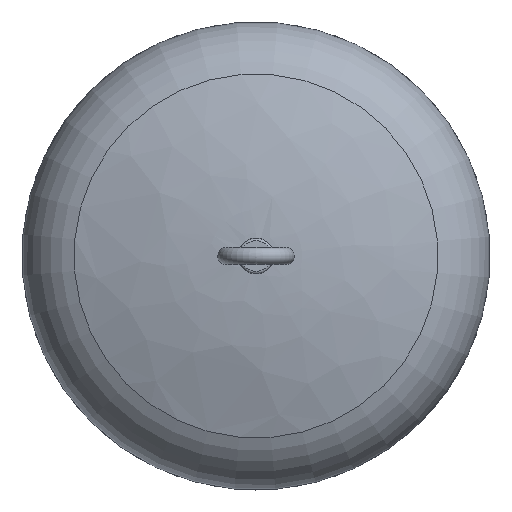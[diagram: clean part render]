
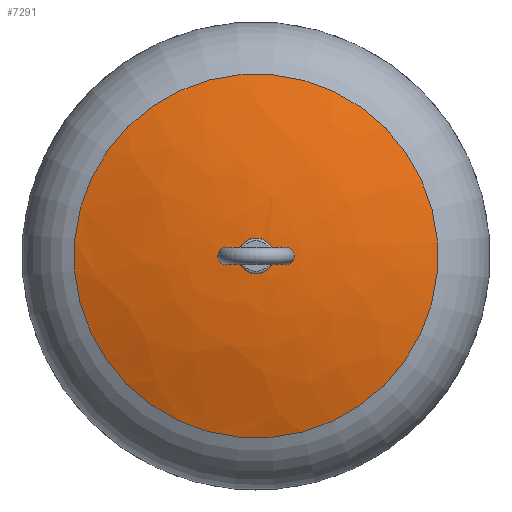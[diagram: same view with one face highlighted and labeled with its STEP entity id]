
A CAD part, left-side view. The second image highlights one B-rep face of the part: STEP entity #7291.
In plain terms, the highlighted free-form (B-spline) face has degree [2, 2] with [3, 9] control points.
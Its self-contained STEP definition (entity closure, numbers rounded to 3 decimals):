
#30=(
BOUNDED_SURFACE()
B_SPLINE_SURFACE(2,2,((#13951,#13952,#13953,#13954,#13955,#13956,#13957,
#13958,#13959),(#13960,#13961,#13962,#13963,#13964,#13965,#13966,#13967,
#13968),(#13969,#13970,#13971,#13972,#13973,#13974,#13975,#13976,#13977)),
 .UNSPECIFIED.,.F.,.T.,.F.)
B_SPLINE_SURFACE_WITH_KNOTS((3,3),(3,2,2,2,3),(1.222,1.584),
(-3.142,-1.571,0.,1.571,3.142),
 .UNSPECIFIED.)
GEOMETRIC_REPRESENTATION_ITEM()
RATIONAL_B_SPLINE_SURFACE(((1.,0.707,1.,0.707,1.,
0.707,1.,0.707,1.),(0.984,0.696,
0.984,0.696,0.984,0.696,
0.984,0.696,0.984),(1.,0.707,
1.,0.707,1.,0.707,1.,0.707,1.)))
REPRESENTATION_ITEM('')
SURFACE()
);
#1882=FACE_OUTER_BOUND('',#2335,.T.);
#2335=EDGE_LOOP('',(#6266,#6267,#6268,#6269));
#2839=CIRCLE('',#8408,106.878);
#2840=CIRCLE('',#8409,106.878);
#2842=CIRCLE('',#8411,301.5);
#3458=VERTEX_POINT('',#13946);
#3459=VERTEX_POINT('',#13947);
#3460=VERTEX_POINT('',#13978);
#4435=EDGE_CURVE('',#3458,#3459,#2839,.T.);
#4436=EDGE_CURVE('',#3459,#3458,#2840,.T.);
#4438=EDGE_CURVE('',#3460,#3459,#2842,.T.);
#6266=ORIENTED_EDGE('',*,*,#4438,.T.);
#6267=ORIENTED_EDGE('',*,*,#4436,.T.);
#6268=ORIENTED_EDGE('',*,*,#4435,.T.);
#6269=ORIENTED_EDGE('',*,*,#4438,.F.);
#7291=ADVANCED_FACE('',(#1882),#30,.F.);
#8408=AXIS2_PLACEMENT_3D('',#13948,#10195,#10196);
#8409=AXIS2_PLACEMENT_3D('',#13949,#10197,#10198);
#8411=AXIS2_PLACEMENT_3D('',#13979,#10201,#10202);
#10195=DIRECTION('center_axis',(0.,1.,0.));
#10196=DIRECTION('ref_axis',(1.,0.,0.));
#10197=DIRECTION('center_axis',(0.,1.,0.));
#10198=DIRECTION('ref_axis',(1.,0.,0.));
#10201=DIRECTION('center_axis',(-1.,0.,0.));
#10202=DIRECTION('ref_axis',(0.,0.,-1.));
#13946=CARTESIAN_POINT('',(-106.878,71.915,0.));
#13947=CARTESIAN_POINT('',(0.,71.915,-106.878));
#13948=CARTESIAN_POINT('Origin',(0.,71.915,0.));
#13949=CARTESIAN_POINT('Origin',(0.,71.915,0.));
#13951=CARTESIAN_POINT('Ctrl Pts',(0.,71.915,-106.878));
#13952=CARTESIAN_POINT('Ctrl Pts',(-106.878,71.915,-106.878));
#13953=CARTESIAN_POINT('Ctrl Pts',(-106.878,71.915,0.));
#13954=CARTESIAN_POINT('Ctrl Pts',(-106.878,71.915,106.878));
#13955=CARTESIAN_POINT('Ctrl Pts',(0.,71.915,106.878));
#13956=CARTESIAN_POINT('Ctrl Pts',(106.878,71.915,106.878));
#13957=CARTESIAN_POINT('Ctrl Pts',(106.878,71.915,0.));
#13958=CARTESIAN_POINT('Ctrl Pts',(106.878,71.915,-106.878));
#13959=CARTESIAN_POINT('Ctrl Pts',(0.,71.915,-106.878));
#13960=CARTESIAN_POINT('Ctrl Pts',(0.,90.729,-55.092));
#13961=CARTESIAN_POINT('Ctrl Pts',(-55.092,90.729,-55.092));
#13962=CARTESIAN_POINT('Ctrl Pts',(-55.092,90.729,0.));
#13963=CARTESIAN_POINT('Ctrl Pts',(-55.092,90.729,55.092));
#13964=CARTESIAN_POINT('Ctrl Pts',(0.,90.729,55.092));
#13965=CARTESIAN_POINT('Ctrl Pts',(55.092,90.729,55.092));
#13966=CARTESIAN_POINT('Ctrl Pts',(55.092,90.729,0.));
#13967=CARTESIAN_POINT('Ctrl Pts',(55.092,90.729,-55.092));
#13968=CARTESIAN_POINT('Ctrl Pts',(0.,90.729,-55.092));
#13969=CARTESIAN_POINT('Ctrl Pts',(0.,90.011,0.));
#13970=CARTESIAN_POINT('Ctrl Pts',(0.,90.011,
0.));
#13971=CARTESIAN_POINT('Ctrl Pts',(0.,90.011,
0.));
#13972=CARTESIAN_POINT('Ctrl Pts',(0.,90.011,
0.));
#13973=CARTESIAN_POINT('Ctrl Pts',(0.,90.011,0.));
#13974=CARTESIAN_POINT('Ctrl Pts',(0.,90.011,
0.));
#13975=CARTESIAN_POINT('Ctrl Pts',(0.,90.011,
0.));
#13976=CARTESIAN_POINT('Ctrl Pts',(0.,90.011,
0.));
#13977=CARTESIAN_POINT('Ctrl Pts',(0.,90.011,0.));
#13978=CARTESIAN_POINT('',(0.,90.011,0.));
#13979=CARTESIAN_POINT('Origin',(0.,-211.464,
-3.928));
